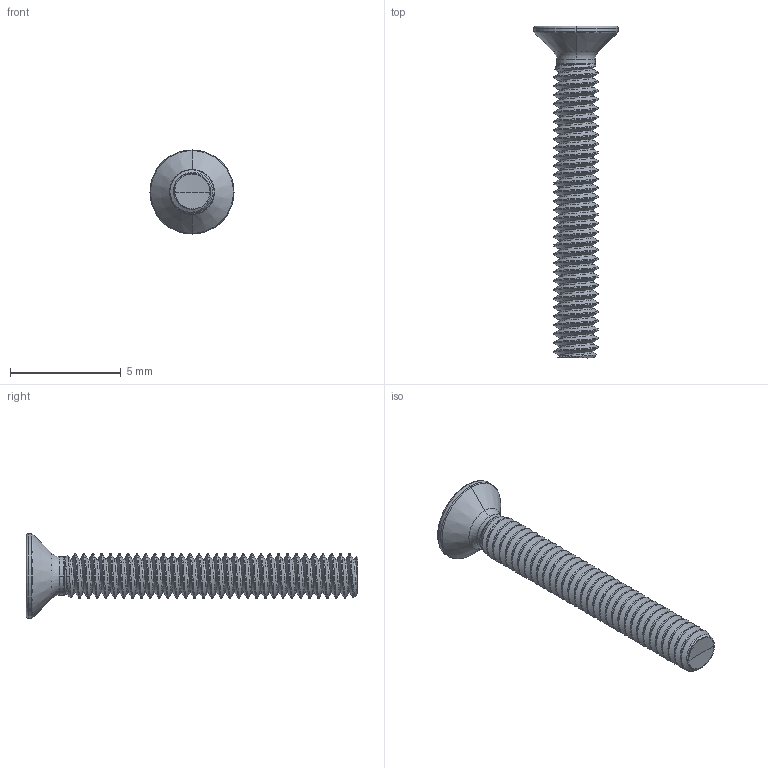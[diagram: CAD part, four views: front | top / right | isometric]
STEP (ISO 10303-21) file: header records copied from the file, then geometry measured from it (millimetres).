
FILE_DESCRIPTION (( 'STEP AP203' ), '1' );
FILE_NAME ('STM410200150.STEP', '2020-12-18T16:47:58', ( '' ), ( '' ), 'SwSTEP 2.0', 'SolidWorks 2015', '' );
FILE_SCHEMA (( 'CONFIG_CONTROL_DESIGN' ));
Length unit declared in the file: millimetre
Products named in the file (2): STM410200150
Bounding box: 3.8 x 15 x 3.8 mm (x, y, z)
Volume: 41.3 mm3; surface area: 157.1 mm2
Topology: 1 solids, 1 shells, 132 faces, 359 edges, 228 vertices
Faces by surface type: cylinder 88, bspline 18, torus 11, cone 11, sphere 2, plane 2
Entity records: 27643 total; most frequent: CARTESIAN_POINT 24737, ORIENTED_EDGE 714, DIRECTION 441, EDGE_CURVE 357, VERTEX_POINT 228, AXIS2_PLACEMENT_3D 172, EDGE_LOOP 133, FACE_OUTER_BOUND 132
